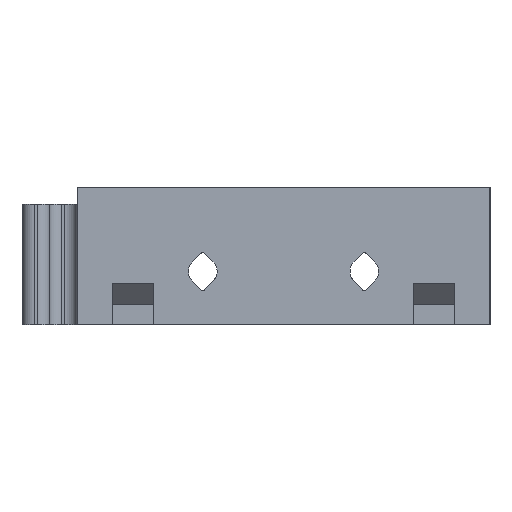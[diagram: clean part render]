
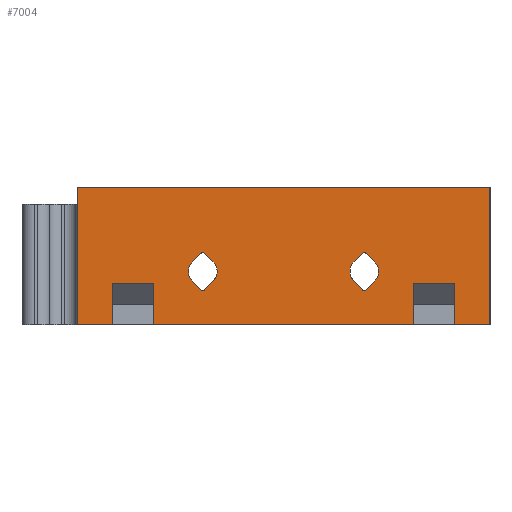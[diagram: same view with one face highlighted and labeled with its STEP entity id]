
A CAD part, left-side view. The second image highlights one B-rep face of the part: STEP entity #7004.
In plain terms, the highlighted planar face has unit normal (-1, 0, 0).
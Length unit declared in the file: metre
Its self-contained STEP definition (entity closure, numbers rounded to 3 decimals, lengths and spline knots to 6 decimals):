
#166=CIRCLE('',#7517,0.002075);
#167=CIRCLE('',#7518,0.0004);
#168=CIRCLE('',#7519,0.002075);
#169=CIRCLE('',#7520,0.0004);
#170=CIRCLE('',#7521,0.002075);
#171=CIRCLE('',#7522,0.0004);
#172=CIRCLE('',#7523,0.002075);
#173=CIRCLE('',#7524,0.0004);
#380=PLANE('',#7516);
#642=LINE('',#10145,#1391);
#764=LINE('',#10522,#1513);
#768=LINE('',#10530,#1517);
#796=LINE('',#10634,#1545);
#954=LINE('',#11186,#1703);
#955=LINE('',#11188,#1704);
#956=LINE('',#11189,#1705);
#957=LINE('',#11190,#1706);
#958=LINE('',#11192,#1707);
#959=LINE('',#11194,#1708);
#960=LINE('',#11195,#1709);
#961=LINE('',#11197,#1710);
#962=LINE('',#11198,#1711);
#963=LINE('',#11203,#1712);
#964=LINE('',#11207,#1713);
#965=LINE('',#11211,#1714);
#966=LINE('',#11214,#1715);
#967=LINE('',#11219,#1716);
#968=LINE('',#11223,#1717);
#969=LINE('',#11227,#1718);
#1391=VECTOR('',#7998,1.);
#1513=VECTOR('',#8250,1.);
#1517=VECTOR('',#8254,1.);
#1545=VECTOR('',#8330,1.);
#1703=VECTOR('',#8694,1.);
#1704=VECTOR('',#8695,1.);
#1705=VECTOR('',#8696,1.);
#1706=VECTOR('',#8697,1.);
#1707=VECTOR('',#8698,1.);
#1708=VECTOR('',#8699,1.);
#1709=VECTOR('',#8700,1.);
#1710=VECTOR('',#8701,1.);
#1711=VECTOR('',#8702,1.);
#1712=VECTOR('',#8705,1.);
#1713=VECTOR('',#8708,1.);
#1714=VECTOR('',#8711,1.);
#1715=VECTOR('',#8714,1.);
#1716=VECTOR('',#8717,1.);
#1717=VECTOR('',#8720,1.);
#1718=VECTOR('',#8723,1.);
#2882=ORIENTED_EDGE('',*,*,#4792,.F.);
#2883=ORIENTED_EDGE('',*,*,#4544,.F.);
#2884=ORIENTED_EDGE('',*,*,#4793,.T.);
#2885=ORIENTED_EDGE('',*,*,#4322,.T.);
#2886=ORIENTED_EDGE('',*,*,#4794,.T.);
#2887=ORIENTED_EDGE('',*,*,#4492,.F.);
#2888=ORIENTED_EDGE('',*,*,#4795,.T.);
#2889=ORIENTED_EDGE('',*,*,#4796,.T.);
#2890=ORIENTED_EDGE('',*,*,#4797,.F.);
#2891=ORIENTED_EDGE('',*,*,#4488,.F.);
#2892=ORIENTED_EDGE('',*,*,#4798,.T.);
#2893=ORIENTED_EDGE('',*,*,#4799,.F.);
#2894=ORIENTED_EDGE('',*,*,#4800,.F.);
#2895=ORIENTED_EDGE('',*,*,#4801,.F.);
#2896=ORIENTED_EDGE('',*,*,#4802,.F.);
#2897=ORIENTED_EDGE('',*,*,#4803,.F.);
#2898=ORIENTED_EDGE('',*,*,#4804,.T.);
#2899=ORIENTED_EDGE('',*,*,#4805,.F.);
#2900=ORIENTED_EDGE('',*,*,#4806,.T.);
#2901=ORIENTED_EDGE('',*,*,#4807,.F.);
#2902=ORIENTED_EDGE('',*,*,#4808,.F.);
#2903=ORIENTED_EDGE('',*,*,#4809,.F.);
#2904=ORIENTED_EDGE('',*,*,#4810,.F.);
#2905=ORIENTED_EDGE('',*,*,#4811,.F.);
#2906=ORIENTED_EDGE('',*,*,#4812,.T.);
#2907=ORIENTED_EDGE('',*,*,#4813,.F.);
#2908=ORIENTED_EDGE('',*,*,#4814,.T.);
#2909=ORIENTED_EDGE('',*,*,#4815,.F.);
#4322=EDGE_CURVE('',#5342,#5341,#642,.F.);
#4488=EDGE_CURVE('',#5483,#5484,#764,.F.);
#4492=EDGE_CURVE('',#5487,#5488,#768,.F.);
#4544=EDGE_CURVE('',#5539,#5540,#796,.F.);
#4792=EDGE_CURVE('',#5540,#5731,#954,.T.);
#4793=EDGE_CURVE('',#5539,#5342,#955,.T.);
#4794=EDGE_CURVE('',#5341,#5488,#956,.T.);
#4795=EDGE_CURVE('',#5487,#5732,#957,.T.);
#4796=EDGE_CURVE('',#5732,#5733,#958,.T.);
#4797=EDGE_CURVE('',#5484,#5733,#959,.T.);
#4798=EDGE_CURVE('',#5483,#5734,#960,.T.);
#4799=EDGE_CURVE('',#5731,#5734,#961,.T.);
#4800=EDGE_CURVE('',#5735,#5736,#962,.T.);
#4801=EDGE_CURVE('',#5737,#5735,#166,.T.);
#4802=EDGE_CURVE('',#5738,#5737,#963,.T.);
#4803=EDGE_CURVE('',#5739,#5738,#167,.T.);
#4804=EDGE_CURVE('',#5739,#5740,#964,.T.);
#4805=EDGE_CURVE('',#5741,#5740,#168,.T.);
#4806=EDGE_CURVE('',#5741,#5742,#965,.T.);
#4807=EDGE_CURVE('',#5736,#5742,#169,.T.);
#4808=EDGE_CURVE('',#5743,#5744,#966,.T.);
#4809=EDGE_CURVE('',#5745,#5743,#170,.T.);
#4810=EDGE_CURVE('',#5746,#5745,#967,.T.);
#4811=EDGE_CURVE('',#5747,#5746,#171,.T.);
#4812=EDGE_CURVE('',#5747,#5748,#968,.T.);
#4813=EDGE_CURVE('',#5749,#5748,#172,.T.);
#4814=EDGE_CURVE('',#5749,#5750,#969,.T.);
#4815=EDGE_CURVE('',#5744,#5750,#173,.T.);
#5341=VERTEX_POINT('',#10144);
#5342=VERTEX_POINT('',#10146);
#5483=VERTEX_POINT('',#10521);
#5484=VERTEX_POINT('',#10523);
#5487=VERTEX_POINT('',#10529);
#5488=VERTEX_POINT('',#10531);
#5539=VERTEX_POINT('',#10633);
#5540=VERTEX_POINT('',#10635);
#5731=VERTEX_POINT('',#11187);
#5732=VERTEX_POINT('',#11191);
#5733=VERTEX_POINT('',#11193);
#5734=VERTEX_POINT('',#11196);
#5735=VERTEX_POINT('',#11199);
#5736=VERTEX_POINT('',#11200);
#5737=VERTEX_POINT('',#11202);
#5738=VERTEX_POINT('',#11204);
#5739=VERTEX_POINT('',#11206);
#5740=VERTEX_POINT('',#11208);
#5741=VERTEX_POINT('',#11210);
#5742=VERTEX_POINT('',#11212);
#5743=VERTEX_POINT('',#11215);
#5744=VERTEX_POINT('',#11216);
#5745=VERTEX_POINT('',#11218);
#5746=VERTEX_POINT('',#11220);
#5747=VERTEX_POINT('',#11222);
#5748=VERTEX_POINT('',#11224);
#5749=VERTEX_POINT('',#11226);
#5750=VERTEX_POINT('',#11228);
#6193=EDGE_LOOP('',(#2882,#2883,#2884,#2885,#2886,#2887,#2888,#2889,#2890,
#2891,#2892,#2893));
#6194=EDGE_LOOP('',(#2894,#2895,#2896,#2897,#2898,#2899,#2900,#2901));
#6195=EDGE_LOOP('',(#2902,#2903,#2904,#2905,#2906,#2907,#2908,#2909));
#6588=FACE_BOUND('',#6193,.T.);
#6589=FACE_BOUND('',#6194,.T.);
#6590=FACE_BOUND('',#6195,.T.);
#7004=ADVANCED_FACE('',(#6588,#6589,#6590),#380,.T.);
#7516=AXIS2_PLACEMENT_3D('',#11185,#8692,#8693);
#7517=AXIS2_PLACEMENT_3D('',#11201,#8703,#8704);
#7518=AXIS2_PLACEMENT_3D('',#11205,#8706,#8707);
#7519=AXIS2_PLACEMENT_3D('',#11209,#8709,#8710);
#7520=AXIS2_PLACEMENT_3D('',#11213,#8712,#8713);
#7521=AXIS2_PLACEMENT_3D('',#11217,#8715,#8716);
#7522=AXIS2_PLACEMENT_3D('',#11221,#8718,#8719);
#7523=AXIS2_PLACEMENT_3D('',#11225,#8721,#8722);
#7524=AXIS2_PLACEMENT_3D('',#11229,#8724,#8725);
#7998=DIRECTION('',(0.,-1.,0.));
#8250=DIRECTION('',(0.,-1.,0.));
#8254=DIRECTION('',(0.,-1.,0.));
#8330=DIRECTION('',(0.,-1.,0.));
#8692=DIRECTION('',(-1.,0.,0.));
#8693=DIRECTION('',(0.,-1.,0.));
#8694=DIRECTION('',(0.,0.,1.));
#8695=DIRECTION('',(0.,0.,1.));
#8696=DIRECTION('',(0.,0.,-1.));
#8697=DIRECTION('',(0.,0.,1.));
#8698=DIRECTION('',(0.,-1.,0.));
#8699=DIRECTION('',(0.,0.,1.));
#8700=DIRECTION('',(0.,0.,1.));
#8701=DIRECTION('',(0.,1.,0.));
#8702=DIRECTION('',(0.,-0.707,-0.707));
#8703=DIRECTION('',(-1.,0.,0.));
#8704=DIRECTION('',(0.,-1.,0.));
#8705=DIRECTION('',(0.,0.707,-0.707));
#8706=DIRECTION('',(-1.,0.,0.));
#8707=DIRECTION('',(0.,-1.,0.));
#8708=DIRECTION('',(0.,-0.707,-0.707));
#8709=DIRECTION('',(-1.,0.,0.));
#8710=DIRECTION('',(0.,-1.,0.));
#8711=DIRECTION('',(0.,0.707,-0.707));
#8712=DIRECTION('',(-1.,0.,0.));
#8713=DIRECTION('',(0.,-1.,0.));
#8714=DIRECTION('',(0.,-0.707,-0.707));
#8715=DIRECTION('',(-1.,0.,0.));
#8716=DIRECTION('',(0.,-1.,0.));
#8717=DIRECTION('',(0.,0.707,-0.707));
#8718=DIRECTION('',(-1.,0.,0.));
#8719=DIRECTION('',(0.,-1.,0.));
#8720=DIRECTION('',(0.,-0.707,-0.707));
#8721=DIRECTION('',(-1.,0.,0.));
#8722=DIRECTION('',(0.,-1.,0.));
#8723=DIRECTION('',(0.,0.707,-0.707));
#8724=DIRECTION('',(-1.,0.,0.));
#8725=DIRECTION('',(0.,-1.,0.));
#10144=CARTESIAN_POINT('',(1.230025,0.57,0.38));
#10145=CARTESIAN_POINT('',(1.230025,0.762111,0.38));
#10146=CARTESIAN_POINT('',(1.230025,0.51,0.38));
#10521=CARTESIAN_POINT('',(1.230025,0.521096,0.36));
#10522=CARTESIAN_POINT('',(1.230025,0.462111,0.36));
#10523=CARTESIAN_POINT('',(1.230025,0.558904,0.36));
#10529=CARTESIAN_POINT('',(1.230025,0.564904,0.36));
#10530=CARTESIAN_POINT('',(1.230025,0.462111,0.36));
#10531=CARTESIAN_POINT('',(1.230025,0.57,0.36));
#10633=CARTESIAN_POINT('',(1.230025,0.51,0.36));
#10634=CARTESIAN_POINT('',(1.230025,0.462111,0.36));
#10635=CARTESIAN_POINT('',(1.230025,0.515096,0.36));
#11185=CARTESIAN_POINT('',(1.230025,0.762111,0.38));
#11186=CARTESIAN_POINT('',(1.230025,0.515096,0.36));
#11187=CARTESIAN_POINT('',(1.230025,0.515096,0.366));
#11188=CARTESIAN_POINT('',(1.230025,0.51,0.38));
#11189=CARTESIAN_POINT('',(1.230025,0.57,0.38));
#11190=CARTESIAN_POINT('',(1.230025,0.564904,0.36));
#11191=CARTESIAN_POINT('',(1.230025,0.564904,0.366));
#11192=CARTESIAN_POINT('',(1.230025,0.561904,0.366));
#11193=CARTESIAN_POINT('',(1.230025,0.558904,0.366));
#11194=CARTESIAN_POINT('',(1.230025,0.558904,0.36));
#11195=CARTESIAN_POINT('',(1.230025,0.521096,0.36));
#11196=CARTESIAN_POINT('',(1.230025,0.521096,0.366));
#11197=CARTESIAN_POINT('',(1.230025,0.518096,0.366));
#11198=CARTESIAN_POINT('',(1.230025,0.652789,0.489322));
#11199=CARTESIAN_POINT('',(1.230025,0.529734,0.366266));
#11200=CARTESIAN_POINT('',(1.230025,0.528549,0.365082));
#11201=CARTESIAN_POINT('',(1.230025,0.528267,0.367733));
#11202=CARTESIAN_POINT('',(1.230025,0.529734,0.369201));
#11203=CARTESIAN_POINT('',(1.230025,0.640523,0.258412));
#11204=CARTESIAN_POINT('',(1.230025,0.528549,0.370385));
#11205=CARTESIAN_POINT('',(1.230025,0.528267,0.370102));
#11206=CARTESIAN_POINT('',(1.230025,0.527984,0.370385));
#11207=CARTESIAN_POINT('',(1.230025,0.649855,0.492256));
#11208=CARTESIAN_POINT('',(1.230025,0.526799,0.369201));
#11209=CARTESIAN_POINT('',(1.230025,0.528267,0.367733));
#11210=CARTESIAN_POINT('',(1.230025,0.526799,0.366266));
#11211=CARTESIAN_POINT('',(1.230025,0.637588,0.255477));
#11212=CARTESIAN_POINT('',(1.230025,0.527984,0.365082));
#11213=CARTESIAN_POINT('',(1.230025,0.528267,0.365365));
#11214=CARTESIAN_POINT('',(1.230025,0.664523,0.477588));
#11215=CARTESIAN_POINT('',(1.230025,0.553201,0.366266));
#11216=CARTESIAN_POINT('',(1.230025,0.552016,0.365082));
#11217=CARTESIAN_POINT('',(1.230025,0.551733,0.367733));
#11218=CARTESIAN_POINT('',(1.230025,0.553201,0.369201));
#11219=CARTESIAN_POINT('',(1.230025,0.652256,0.270145));
#11220=CARTESIAN_POINT('',(1.230025,0.552016,0.370385));
#11221=CARTESIAN_POINT('',(1.230025,0.551733,0.370102));
#11222=CARTESIAN_POINT('',(1.230025,0.551451,0.370385));
#11223=CARTESIAN_POINT('',(1.230025,0.661588,0.480523));
#11224=CARTESIAN_POINT('',(1.230025,0.550266,0.369201));
#11225=CARTESIAN_POINT('',(1.230025,0.551733,0.367733));
#11226=CARTESIAN_POINT('',(1.230025,0.550266,0.366266));
#11227=CARTESIAN_POINT('',(1.230025,0.649322,0.267211));
#11228=CARTESIAN_POINT('',(1.230025,0.551451,0.365082));
#11229=CARTESIAN_POINT('',(1.230025,0.551733,0.365365));
